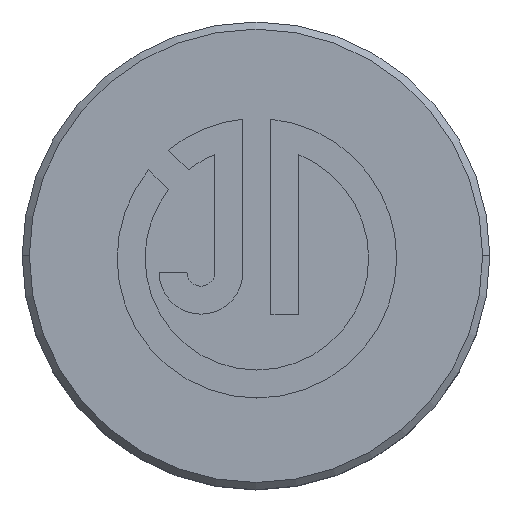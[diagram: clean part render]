
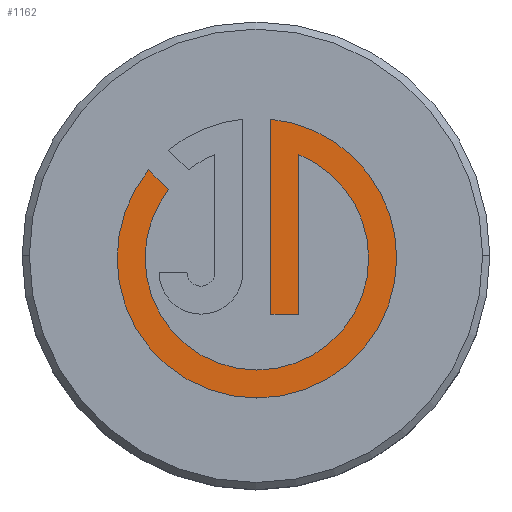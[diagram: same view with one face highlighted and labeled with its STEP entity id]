
A CAD part, top view. The second image highlights one B-rep face of the part: STEP entity #1162.
In plain terms, the highlighted planar face has unit normal (0, 0, 1).
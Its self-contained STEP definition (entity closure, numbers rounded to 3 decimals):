
#2 = VERTEX_POINT ( 'NONE', #335 ) ;
#9 = DIRECTION ( 'NONE',  ( 1., 0., 0. ) ) ;
#15 = DIRECTION ( 'NONE',  ( 0., 1., 0. ) ) ;
#36 = DIRECTION ( 'NONE',  ( -0.707, 0.707, 0. ) ) ;
#73 = AXIS2_PLACEMENT_3D ( 'NONE', #1207, #511, #1307 ) ;
#85 = ORIENTED_EDGE ( 'NONE', *, *, #577, .T. ) ;
#122 = DIRECTION ( 'NONE',  ( 0., 0., -1. ) ) ;
#148 = CARTESIAN_POINT ( 'NONE',  ( 1.19, 2.815, 89.9 ) ) ;
#174 = VECTOR ( 'NONE', #36, 1000. ) ;
#257 = CARTESIAN_POINT ( 'NONE',  ( 1.19, -1.62, 89.9 ) ) ;
#273 = CARTESIAN_POINT ( 'NONE',  ( 3.132, -0.066, 89.9 ) ) ;
#315 = VERTEX_POINT ( 'NONE', #1500 ) ;
#335 = CARTESIAN_POINT ( 'NONE',  ( 0.413, 3.799, 89.9 ) ) ;
#345 = CARTESIAN_POINT ( 'NONE',  ( -2.431, 1.839, 89.9 ) ) ;
#351 = EDGE_CURVE ( 'NONE', #627, #2, #697, .T. ) ;
#378 = VERTEX_POINT ( 'NONE', #257 ) ;
#387 = CARTESIAN_POINT ( 'NONE',  ( -2.431, 1.839, 89.9 ) ) ;
#403 = CIRCLE ( 'NONE', #670, 3.885 ) ;
#419 = LINE ( 'NONE', #1164, #1303 ) ;
#436 = LINE ( 'NONE', #387, #174 ) ;
#463 = DIRECTION ( 'NONE',  ( 1., 0., 0. ) ) ;
#473 = DIRECTION ( 'NONE',  ( 0., 0., 1. ) ) ;
#480 = CARTESIAN_POINT ( 'NONE',  ( 0.025, -0.066, 89.9 ) ) ;
#494 = DIRECTION ( 'NONE',  ( 0., 0., -1. ) ) ;
#503 = CIRCLE ( 'NONE', #73, 3.885 ) ;
#511 = DIRECTION ( 'NONE',  ( 0., 0., 1. ) ) ;
#516 = PLANE ( 'NONE',  #1499 ) ;
#522 = CARTESIAN_POINT ( 'NONE',  ( -3.083, -0.066, 89.9 ) ) ;
#532 = ORIENTED_EDGE ( 'NONE', *, *, #677, .T. ) ;
#570 = VERTEX_POINT ( 'NONE', #345 ) ;
#577 = EDGE_CURVE ( 'NONE', #1444, #315, #403, .T. ) ;
#581 = VERTEX_POINT ( 'NONE', #1386 ) ;
#595 = AXIS2_PLACEMENT_3D ( 'NONE', #1185, #494, #1286 ) ;
#600 = DIRECTION ( 'NONE',  ( 0., 0., 1. ) ) ;
#627 = VERTEX_POINT ( 'NONE', #1187 ) ;
#636 = LINE ( 'NONE', #719, #1490 ) ;
#640 = DIRECTION ( 'NONE',  ( 0., 0., -1. ) ) ;
#664 = CIRCLE ( 'NONE', #595, 3.108 ) ;
#670 = AXIS2_PLACEMENT_3D ( 'NONE', #1272, #600, #1391 ) ;
#677 = EDGE_CURVE ( 'NONE', #315, #627, #503, .T. ) ;
#697 = CIRCLE ( 'NONE', #777, 3.885 ) ;
#706 = VERTEX_POINT ( 'NONE', #273 ) ;
#710 = EDGE_CURVE ( 'NONE', #2, #581, #419, .T. ) ;
#719 = CARTESIAN_POINT ( 'NONE',  ( 0., -1.62, 89.9 ) ) ;
#735 = ORIENTED_EDGE ( 'NONE', *, *, #874, .T. ) ;
#751 = DIRECTION ( 'NONE',  ( 1., 0., 0. ) ) ;
#755 = ORIENTED_EDGE ( 'NONE', *, *, #774, .T. ) ;
#759 = EDGE_CURVE ( 'NONE', #706, #911, #1010, .T. ) ;
#774 = EDGE_CURVE ( 'NONE', #581, #378, #636, .T. ) ;
#777 = AXIS2_PLACEMENT_3D ( 'NONE', #480, #473, #463 ) ;
#794 = EDGE_CURVE ( 'NONE', #378, #1129, #902, .T. ) ;
#796 = AXIS2_PLACEMENT_3D ( 'NONE', #840, #122, #953 ) ;
#840 = CARTESIAN_POINT ( 'NONE',  ( 0.025, -0.066, 89.9 ) ) ;
#874 = EDGE_CURVE ( 'NONE', #911, #570, #1062, .T. ) ;
#885 = EDGE_CURVE ( 'NONE', #570, #1444, #436, .T. ) ;
#902 = LINE ( 'NONE', #947, #1458 ) ;
#911 = VERTEX_POINT ( 'NONE', #522 ) ;
#947 = CARTESIAN_POINT ( 'NONE',  ( 1.19, 0., 89.9 ) ) ;
#953 = DIRECTION ( 'NONE',  ( -1., 0., 0. ) ) ;
#990 = ORIENTED_EDGE ( 'NONE', *, *, #710, .T. ) ;
#1008 = EDGE_CURVE ( 'NONE', #1129, #706, #664, .T. ) ;
#1010 = CIRCLE ( 'NONE', #796, 3.108 ) ;
#1019 = CARTESIAN_POINT ( 'NONE',  ( -2.983, 2.392, 89.9 ) ) ;
#1023 = ORIENTED_EDGE ( 'NONE', *, *, #759, .T. ) ;
#1062 = CIRCLE ( 'NONE', #1466, 3.108 ) ;
#1092 = FACE_OUTER_BOUND ( 'NONE', #1174, .T. ) ;
#1129 = VERTEX_POINT ( 'NONE', #148 ) ;
#1136 = ORIENTED_EDGE ( 'NONE', *, *, #794, .T. ) ;
#1162 = ADVANCED_FACE ( 'NONE', ( #1092 ), #516, .T. ) ;
#1164 = CARTESIAN_POINT ( 'NONE',  ( 0.413, 0., 89.9 ) ) ;
#1174 = EDGE_LOOP ( 'NONE', ( #1426, #1023, #735, #1442, #85, #532, #1201, #990, #755, #1136 ) ) ;
#1185 = CARTESIAN_POINT ( 'NONE',  ( 0.025, -0.066, 89.9 ) ) ;
#1187 = CARTESIAN_POINT ( 'NONE',  ( 3.909, -0.066, 89.9 ) ) ;
#1201 = ORIENTED_EDGE ( 'NONE', *, *, #351, .T. ) ;
#1207 = CARTESIAN_POINT ( 'NONE',  ( 0.025, -0.066, 89.9 ) ) ;
#1271 = DIRECTION ( 'NONE',  ( 0., -1., 0. ) ) ;
#1272 = CARTESIAN_POINT ( 'NONE',  ( 0.025, -0.066, 89.9 ) ) ;
#1286 = DIRECTION ( 'NONE',  ( -1., 0., 0. ) ) ;
#1303 = VECTOR ( 'NONE', #1271, 1000. ) ;
#1307 = DIRECTION ( 'NONE',  ( 1., 0., 0. ) ) ;
#1309 = CARTESIAN_POINT ( 'NONE',  ( 0., 0., 89.9 ) ) ;
#1310 = CARTESIAN_POINT ( 'NONE',  ( 0.025, -0.066, 89.9 ) ) ;
#1386 = CARTESIAN_POINT ( 'NONE',  ( 0.413, -1.62, 89.9 ) ) ;
#1391 = DIRECTION ( 'NONE',  ( 1., 0., 0. ) ) ;
#1426 = ORIENTED_EDGE ( 'NONE', *, *, #1008, .T. ) ;
#1428 = DIRECTION ( 'NONE',  ( 0., 0., 1. ) ) ;
#1429 = DIRECTION ( 'NONE',  ( -1., 0., 0. ) ) ;
#1442 = ORIENTED_EDGE ( 'NONE', *, *, #885, .T. ) ;
#1444 = VERTEX_POINT ( 'NONE', #1019 ) ;
#1458 = VECTOR ( 'NONE', #15, 1000. ) ;
#1466 = AXIS2_PLACEMENT_3D ( 'NONE', #1310, #640, #1429 ) ;
#1490 = VECTOR ( 'NONE', #9, 1000. ) ;
#1499 = AXIS2_PLACEMENT_3D ( 'NONE', #1309, #1428, #751 ) ;
#1500 = CARTESIAN_POINT ( 'NONE',  ( -3.86, -0.066, 89.9 ) ) ;
